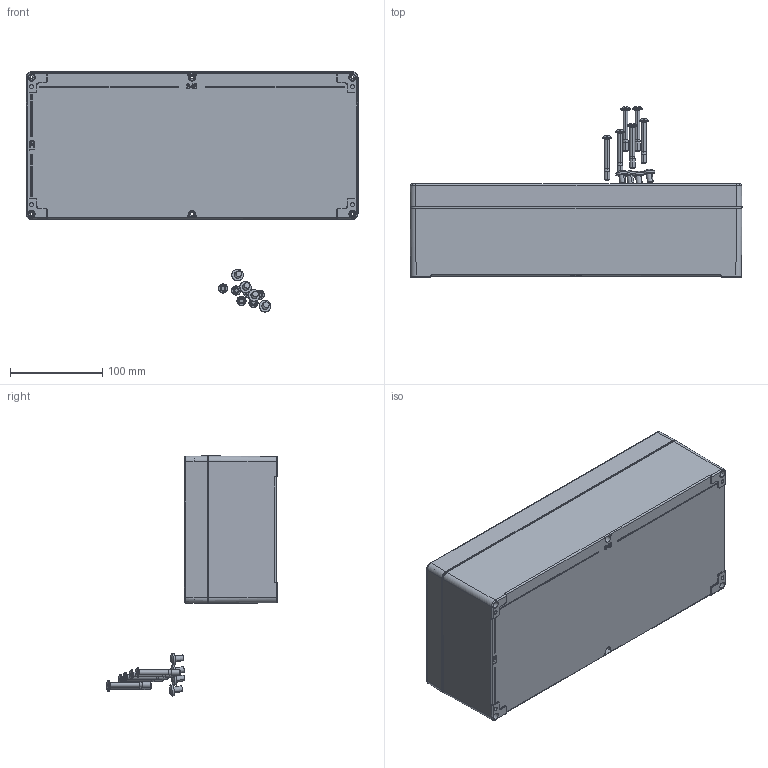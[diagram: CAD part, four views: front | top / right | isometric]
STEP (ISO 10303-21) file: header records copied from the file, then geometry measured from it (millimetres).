
FILE_DESCRIPTION(('FreeCAD Model'),'2;1');
FILE_NAME('360160100.STEP', '2026-03-24T15:34:59',('Author'),(''), 'Open CASCADE STEP processor 7.3','FreeCAD','Unknown');
FILE_SCHEMA(('AUTOMOTIVE_DESIGN { 1 0 10303 214 1 1 1 1 }'));
Length unit declared in the file: millimetre
Products named in the file (9): 360160100; 51012_Standard; 5200.020.0_Standard005; 93215_Standard003; 82003_Standard; 31875_Standard001; 31090-Einpressbuchse_Standard005; 31875_Standard; 32875_Standard
Assembly tree (21 placements, depth 3):
  360160100
    51012_Standard
      5200.020.0_Standard005  x6
      93215_Standard003  x4
    82003_Standard
    31875_Standard001
      31090-Einpressbuchse_Standard005  x6
      31875_Standard
    32875_Standard
Bounding box: 360 x 185.87 x 260.51 mm (x, y, z)
Volume: 772546.1 mm3; surface area: 479516 mm2
Topology: 19 solids, 19 shells, 2901 faces, 7049 edges, 4167 vertices
Faces by surface type: plane 913, bspline 812, cylinder 488, cone 340, torus 293, sphere 55
Entity records: 102965 total; most frequent: CARTESIAN_POINT 56404, ORIENTED_EDGE 10614, DIRECTION 8232, EDGE_CURVE 5307, AXIS2_PLACEMENT_3D 3249, VERTEX_POINT 3115, FACE_BOUND 2360, EDGE_LOOP 2360
